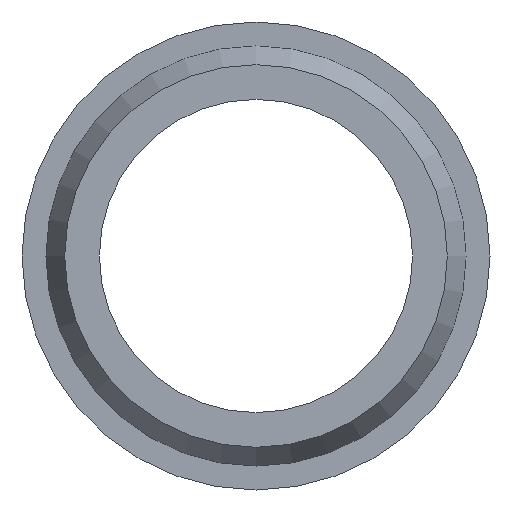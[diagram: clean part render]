
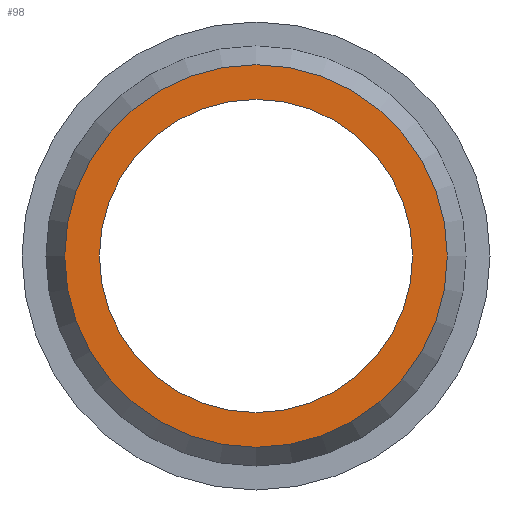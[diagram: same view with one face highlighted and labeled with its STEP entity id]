
A CAD part, left-side view. The second image highlights one B-rep face of the part: STEP entity #98.
In plain terms, the highlighted planar face has unit normal (-1, 0, 0).
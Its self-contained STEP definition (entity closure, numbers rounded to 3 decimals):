
#16=FACE_BOUND('',#31,.T.);
#19=PLANE('',#127);
#23=FACE_OUTER_BOUND('',#30,.T.);
#30=EDGE_LOOP('',(#76));
#31=EDGE_LOOP('',(#77));
#48=CIRCLE('',#126,229.2);
#49=CIRCLE('',#128,280.);
#55=VERTEX_POINT('',#176);
#56=VERTEX_POINT('',#180);
#63=EDGE_CURVE('',#55,#55,#48,.T.);
#64=EDGE_CURVE('',#56,#56,#49,.T.);
#76=ORIENTED_EDGE('',*,*,#64,.F.);
#77=ORIENTED_EDGE('',*,*,#63,.T.);
#98=ADVANCED_FACE('',(#23,#16),#19,.T.);
#126=AXIS2_PLACEMENT_3D('',#178,#145,#146);
#127=AXIS2_PLACEMENT_3D('',#179,#147,#148);
#128=AXIS2_PLACEMENT_3D('',#181,#149,#150);
#145=DIRECTION('center_axis',(1.,0.,0.));
#146=DIRECTION('ref_axis',(0.,0.,-1.));
#147=DIRECTION('center_axis',(-1.,0.,0.));
#148=DIRECTION('ref_axis',(0.,0.,1.));
#149=DIRECTION('center_axis',(1.,0.,0.));
#150=DIRECTION('ref_axis',(0.,0.,-1.));
#176=CARTESIAN_POINT('',(0.,-229.2,0.));
#178=CARTESIAN_POINT('Origin',(0.,0.,0.));
#179=CARTESIAN_POINT('Origin',(0.,280.,0.));
#180=CARTESIAN_POINT('',(0.,-280.,0.));
#181=CARTESIAN_POINT('Origin',(0.,0.,0.));
